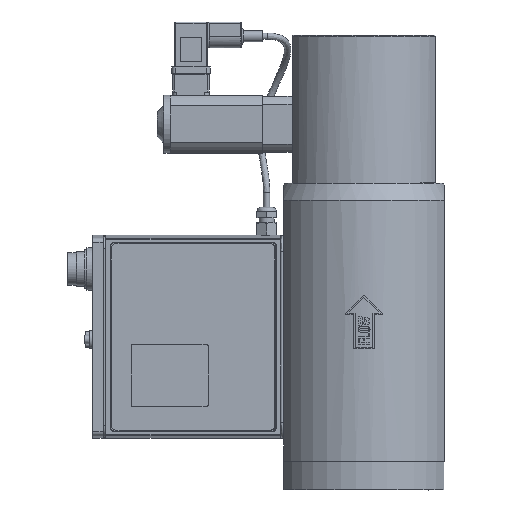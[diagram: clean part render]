
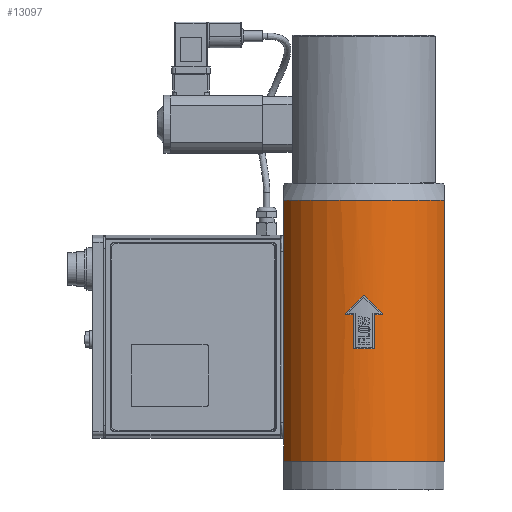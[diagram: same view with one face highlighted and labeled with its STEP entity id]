
A CAD part, left-side view. The second image highlights one B-rep face of the part: STEP entity #13097.
In plain terms, the highlighted cylindrical face has radius 41.5 mm (diameter 83 mm), a partial arc.
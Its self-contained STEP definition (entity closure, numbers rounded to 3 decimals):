
#83=ELLIPSE('',#14107,58.691,41.5);
#86=ELLIPSE('',#14122,58.689,41.5);
#207=FACE_BOUND('',#1997,.T.);
#399=B_SPLINE_CURVE_WITH_KNOTS('',3,(#21307,#21308,#21309,#21310,#21311,
#21312,#21313,#21314,#21315,#21316,#21317,#21318,#21319,#21320,#21321,#21322,
#21323),.UNSPECIFIED.,.F.,.F.,(4,2,2,3,2,2,2,4),(-0.028,-0.028,
-0.014,0.,0.014,0.028,0.043,
0.057),.UNSPECIFIED.);
#400=B_SPLINE_CURVE_WITH_KNOTS('',3,(#21349,#21350,#21351,#21352,#21353,
#21354,#21355,#21356,#21357,#21358),.UNSPECIFIED.,.F.,.F.,(4,2,2,2,4),(0.141,
0.155,0.17,0.184,0.198),
 .UNSPECIFIED.);
#401=B_SPLINE_CURVE_WITH_KNOTS('',3,(#21366,#21367,#21368,#21369,#21370,
#21371,#21372,#21373,#21374,#21375,#21376,#21377,#21378,#21379,#21380,#21381),
 .UNSPECIFIED.,.F.,.F.,(4,2,2,2,2,2,2,4),(0.057,0.072,
0.086,0.1,0.114,0.128,
0.142,0.143),.UNSPECIFIED.);
#546=CYLINDRICAL_SURFACE('',#14194,41.5);
#1187=FACE_OUTER_BOUND('',#1996,.T.);
#1996=EDGE_LOOP('',(#9544,#9545,#9546,#9547));
#1997=EDGE_LOOP('',(#9548,#9549,#9550,#9551,#9552,#9553,#9554,#9555,#9556,
#9557));
#2786=CIRCLE('',#14110,41.5);
#2787=CIRCLE('',#14113,41.5);
#2789=CIRCLE('',#14125,41.5);
#2806=CIRCLE('',#14195,41.5);
#2807=CIRCLE('',#14196,41.5);
#3469=LINE('',#21331,#4372);
#3478=LINE('',#21388,#4381);
#3543=LINE('',#21589,#4446);
#3544=LINE('',#21592,#4447);
#4372=VECTOR('',#16360,10.);
#4381=VECTOR('',#16399,10.);
#4446=VECTOR('',#16602,10.);
#4447=VECTOR('',#16605,10.);
#5430=VERTEX_POINT('',#21300);
#5431=VERTEX_POINT('',#21301);
#5432=VERTEX_POINT('',#21306);
#5433=VERTEX_POINT('',#21326);
#5434=VERTEX_POINT('',#21330);
#5435=VERTEX_POINT('',#21334);
#5438=VERTEX_POINT('',#21348);
#5439=VERTEX_POINT('',#21361);
#5440=VERTEX_POINT('',#21365);
#5441=VERTEX_POINT('',#21384);
#5506=VERTEX_POINT('',#21585);
#5507=VERTEX_POINT('',#21586);
#5508=VERTEX_POINT('',#21588);
#5509=VERTEX_POINT('',#21590);
#6860=EDGE_CURVE('',#5430,#5431,#83,.T.);
#6863=EDGE_CURVE('',#5431,#5432,#399,.T.);
#6865=EDGE_CURVE('',#5432,#5433,#2786,.T.);
#6867=EDGE_CURVE('',#5433,#5434,#3469,.T.);
#6869=EDGE_CURVE('',#5434,#5435,#2787,.T.);
#6876=EDGE_CURVE('',#5438,#5430,#400,.T.);
#6878=EDGE_CURVE('',#5439,#5438,#86,.T.);
#6880=EDGE_CURVE('',#5440,#5439,#401,.T.);
#6882=EDGE_CURVE('',#5441,#5440,#2789,.T.);
#6884=EDGE_CURVE('',#5435,#5441,#3478,.T.);
#6981=EDGE_CURVE('',#5506,#5507,#2806,.T.);
#6982=EDGE_CURVE('',#5507,#5508,#3543,.T.);
#6983=EDGE_CURVE('',#5508,#5509,#2807,.T.);
#6984=EDGE_CURVE('',#5506,#5509,#3544,.T.);
#9544=ORIENTED_EDGE('',*,*,#6981,.T.);
#9545=ORIENTED_EDGE('',*,*,#6982,.T.);
#9546=ORIENTED_EDGE('',*,*,#6983,.T.);
#9547=ORIENTED_EDGE('',*,*,#6984,.F.);
#9548=ORIENTED_EDGE('',*,*,#6860,.T.);
#9549=ORIENTED_EDGE('',*,*,#6863,.T.);
#9550=ORIENTED_EDGE('',*,*,#6865,.T.);
#9551=ORIENTED_EDGE('',*,*,#6867,.T.);
#9552=ORIENTED_EDGE('',*,*,#6869,.T.);
#9553=ORIENTED_EDGE('',*,*,#6884,.T.);
#9554=ORIENTED_EDGE('',*,*,#6882,.T.);
#9555=ORIENTED_EDGE('',*,*,#6880,.T.);
#9556=ORIENTED_EDGE('',*,*,#6878,.T.);
#9557=ORIENTED_EDGE('',*,*,#6876,.T.);
#13097=ADVANCED_FACE('',(#1187,#207),#546,.T.);
#14107=AXIS2_PLACEMENT_3D('',#21302,#16346,#16347);
#14110=AXIS2_PLACEMENT_3D('',#21327,#16355,#16356);
#14113=AXIS2_PLACEMENT_3D('',#21335,#16364,#16365);
#14122=AXIS2_PLACEMENT_3D('',#21362,#16386,#16387);
#14125=AXIS2_PLACEMENT_3D('',#21385,#16394,#16395);
#14194=AXIS2_PLACEMENT_3D('',#21584,#16598,#16599);
#14195=AXIS2_PLACEMENT_3D('',#21587,#16600,#16601);
#14196=AXIS2_PLACEMENT_3D('',#21591,#16603,#16604);
#16346=DIRECTION('center_axis',(0.,-0.707,
0.707));
#16347=DIRECTION('ref_axis',(0.,0.707,0.707));
#16355=DIRECTION('center_axis',(0.,0.,
-1.));
#16356=DIRECTION('ref_axis',(-1.,0.,0.));
#16360=DIRECTION('',(0.,0.,-1.));
#16364=DIRECTION('center_axis',(0.,0.,
-1.));
#16365=DIRECTION('ref_axis',(-1.,0.,0.));
#16386=DIRECTION('center_axis',(0.,0.707,
0.707));
#16387=DIRECTION('ref_axis',(0.,0.707,-0.707));
#16394=DIRECTION('center_axis',(0.,0.,
-1.));
#16395=DIRECTION('ref_axis',(-1.,0.,0.));
#16399=DIRECTION('',(0.,0.,1.));
#16598=DIRECTION('center_axis',(0.,0.,
-1.));
#16599=DIRECTION('ref_axis',(-1.,0.,0.));
#16600=DIRECTION('center_axis',(0.,0.,
-1.));
#16601=DIRECTION('ref_axis',(-1.,0.,0.));
#16602=DIRECTION('',(0.,0.,-1.));
#16603=DIRECTION('center_axis',(0.,0.,
1.));
#16604=DIRECTION('ref_axis',(-1.,0.,0.));
#16605=DIRECTION('',(0.,0.,-1.));
#21300=CARTESIAN_POINT('',(-41.499,-24.769,-28.203));
#21301=CARTESIAN_POINT('',(-40.59,-33.143,-36.578));
#21302=CARTESIAN_POINT('Origin',(0.,-24.5,
-27.935));
#21306=CARTESIAN_POINT('',(-40.646,-32.878,-37.218));
#21307=CARTESIAN_POINT('Ctrl Pts',(-40.59,-33.143,-36.578));
#21308=CARTESIAN_POINT('Ctrl Pts',(-40.59,-33.144,
-36.579));
#21309=CARTESIAN_POINT('Ctrl Pts',(-40.59,-33.144,
-36.579));
#21310=CARTESIAN_POINT('Ctrl Pts',(-40.583,-33.177,
-36.612));
#21311=CARTESIAN_POINT('Ctrl Pts',(-40.577,-33.206,
-36.654));
#21312=CARTESIAN_POINT('Ctrl Pts',(-40.568,-33.244,
-36.746));
#21313=CARTESIAN_POINT('Ctrl Pts',(-40.566,-33.253,
-36.796));
#21314=CARTESIAN_POINT('Ctrl Pts',(-40.566,-33.253,
-36.843));
#21315=CARTESIAN_POINT('Ctrl Pts',(-40.566,-33.253,
-36.89));
#21316=CARTESIAN_POINT('Ctrl Pts',(-40.568,-33.244,
-36.94));
#21317=CARTESIAN_POINT('Ctrl Pts',(-40.577,-33.206,
-37.032));
#21318=CARTESIAN_POINT('Ctrl Pts',(-40.583,-33.177,
-37.074));
#21319=CARTESIAN_POINT('Ctrl Pts',(-40.597,-33.111,
-37.141));
#21320=CARTESIAN_POINT('Ctrl Pts',(-40.606,-33.068,
-37.17));
#21321=CARTESIAN_POINT('Ctrl Pts',(-40.625,-32.976,
-37.209));
#21322=CARTESIAN_POINT('Ctrl Pts',(-40.636,-32.925,
-37.218));
#21323=CARTESIAN_POINT('Ctrl Pts',(-40.646,-32.878,
-37.218));
#21326=CARTESIAN_POINT('',(-41.213,-29.373,-37.218));
#21327=CARTESIAN_POINT('Origin',(0.,-24.5,
-37.218));
#21330=CARTESIAN_POINT('',(-41.213,-29.373,-53.093));
#21331=CARTESIAN_POINT('',(-41.213,-29.373,24.1));
#21334=CARTESIAN_POINT('',(-41.214,-19.633,-53.093));
#21335=CARTESIAN_POINT('Origin',(0.,-24.5,-53.093));
#21348=CARTESIAN_POINT('',(-41.499,-24.238,-28.203));
#21349=CARTESIAN_POINT('Ctrl Pts',(-41.499,-24.238,-28.203));
#21350=CARTESIAN_POINT('Ctrl Pts',(-41.499,-24.271,-28.17));
#21351=CARTESIAN_POINT('Ctrl Pts',(-41.5,-24.314,-28.141));
#21352=CARTESIAN_POINT('Ctrl Pts',(-41.5,-24.406,
-28.103));
#21353=CARTESIAN_POINT('Ctrl Pts',(-41.5,-24.456,-28.093));
#21354=CARTESIAN_POINT('Ctrl Pts',(-41.5,-24.55,-28.093));
#21355=CARTESIAN_POINT('Ctrl Pts',(-41.5,-24.601,-28.103));
#21356=CARTESIAN_POINT('Ctrl Pts',(-41.5,-24.693,
-28.141));
#21357=CARTESIAN_POINT('Ctrl Pts',(-41.499,-24.735,-28.17));
#21358=CARTESIAN_POINT('Ctrl Pts',(-41.499,-24.769,
-28.203));
#21361=CARTESIAN_POINT('',(-40.591,-15.863,-36.578));
#21362=CARTESIAN_POINT('Origin',(0.,-24.5,
-27.941));
#21365=CARTESIAN_POINT('',(-40.647,-16.128,-37.218));
#21366=CARTESIAN_POINT('Ctrl Pts',(-40.647,-16.128,
-37.218));
#21367=CARTESIAN_POINT('Ctrl Pts',(-40.637,-16.081,
-37.218));
#21368=CARTESIAN_POINT('Ctrl Pts',(-40.627,-16.03,
-37.209));
#21369=CARTESIAN_POINT('Ctrl Pts',(-40.607,-15.938,-37.17));
#21370=CARTESIAN_POINT('Ctrl Pts',(-40.598,-15.895,
-37.141));
#21371=CARTESIAN_POINT('Ctrl Pts',(-40.584,-15.829,
-37.074));
#21372=CARTESIAN_POINT('Ctrl Pts',(-40.578,-15.8,
-37.032));
#21373=CARTESIAN_POINT('Ctrl Pts',(-40.57,-15.762,
-36.94));
#21374=CARTESIAN_POINT('Ctrl Pts',(-40.568,-15.753,
-36.89));
#21375=CARTESIAN_POINT('Ctrl Pts',(-40.568,-15.753,
-36.796));
#21376=CARTESIAN_POINT('Ctrl Pts',(-40.57,-15.762,
-36.746));
#21377=CARTESIAN_POINT('Ctrl Pts',(-40.578,-15.8,
-36.654));
#21378=CARTESIAN_POINT('Ctrl Pts',(-40.584,-15.829,
-36.612));
#21379=CARTESIAN_POINT('Ctrl Pts',(-40.591,-15.862,
-36.579));
#21380=CARTESIAN_POINT('Ctrl Pts',(-40.591,-15.862,
-36.579));
#21381=CARTESIAN_POINT('Ctrl Pts',(-40.591,-15.863,
-36.578));
#21384=CARTESIAN_POINT('',(-41.214,-19.633,-37.218));
#21385=CARTESIAN_POINT('Origin',(0.,-24.5,
-37.218));
#21388=CARTESIAN_POINT('',(-41.214,-19.633,24.1));
#21584=CARTESIAN_POINT('Origin',(0.,-24.5,
24.1));
#21585=CARTESIAN_POINT('',(-17.776,-62.,16.306));
#21586=CARTESIAN_POINT('',(-17.776,13.,16.306));
#21587=CARTESIAN_POINT('Origin',(0.,-24.5,
16.306));
#21588=CARTESIAN_POINT('',(-17.776,13.,-105.4));
#21589=CARTESIAN_POINT('',(-17.776,13.,24.1));
#21590=CARTESIAN_POINT('',(-17.776,-62.,-105.4));
#21591=CARTESIAN_POINT('Origin',(0.,-24.5,
-105.4));
#21592=CARTESIAN_POINT('',(-17.776,-62.,24.1));
